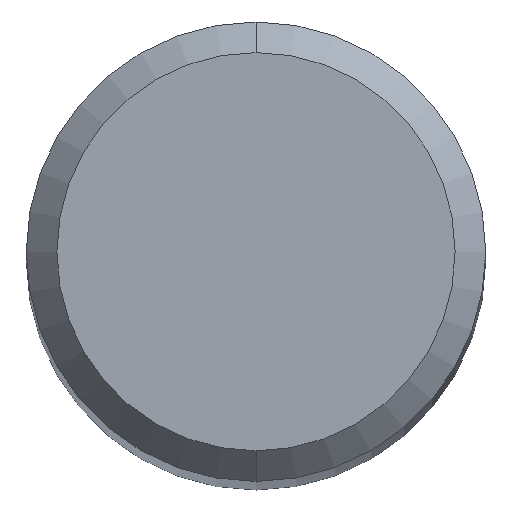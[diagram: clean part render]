
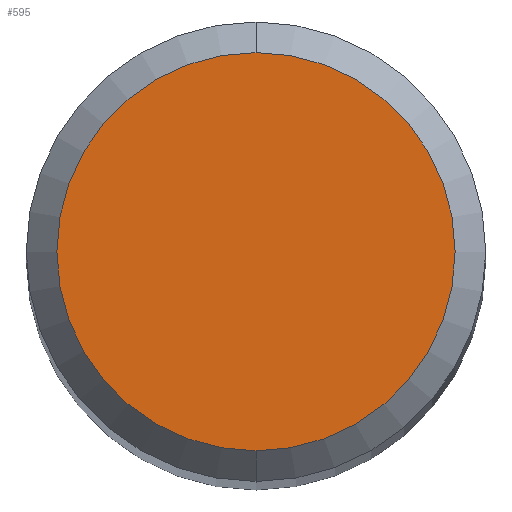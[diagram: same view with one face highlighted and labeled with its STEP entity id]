
A CAD part, top view. The second image highlights one B-rep face of the part: STEP entity #595.
In plain terms, the highlighted planar face has unit normal (0, 0, 1).
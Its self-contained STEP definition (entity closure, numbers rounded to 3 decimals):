
#535=EDGE_CURVE('',#621,#1391,#1558,.T.);
#591=EDGE_CURVE('',#1391,#621,#1618,.T.);
#595=ADVANCED_FACE('',(#1622),#1623,.T.);
#621=VERTEX_POINT('',#1651);
#1391=VERTEX_POINT('',#2495);
#1558=CIRCLE('',#2665,2.6);
#1618=CIRCLE('',#3009,2.6);
#1622=FACE_OUTER_BOUND('',#3013,.T.);
#1623=PLANE('',#3014);
#1651=CARTESIAN_POINT('',(0.0,2.6,0.0));
#2495=CARTESIAN_POINT('',(0.,-2.6,0.0));
#2665=AXIS2_PLACEMENT_3D('',#8905,#8906,#8907);
#3009=AXIS2_PLACEMENT_3D('',#8965,#8966,#8967);
#3013=EDGE_LOOP('',(#8969,#8970));
#3014=AXIS2_PLACEMENT_3D('',#8971,#8972,#8973);
#8905=CARTESIAN_POINT('',(0.0,0.0,0.0));
#8906=DIRECTION('',(0.0,0.0,-1.0));
#8907=DIRECTION('',(0.0,1.0,0.0));
#8965=CARTESIAN_POINT('',(0.0,0.0,0.0));
#8966=DIRECTION('',(0.0,0.0,-1.0));
#8967=DIRECTION('',(0.0,1.0,0.0));
#8969=ORIENTED_EDGE('',*,*,#535,.F.);
#8970=ORIENTED_EDGE('',*,*,#591,.F.);
#8971=CARTESIAN_POINT('',(0.0,1.3,0.0));
#8972=DIRECTION('',(-0.0,0.0,1.0));
#8973=DIRECTION('',(0.0,-1.0,0.0));
